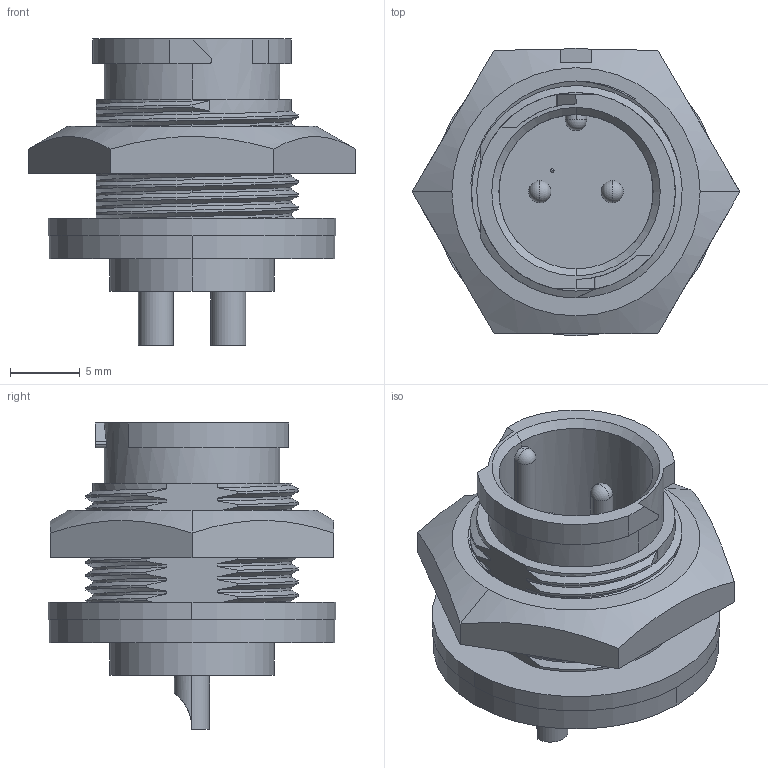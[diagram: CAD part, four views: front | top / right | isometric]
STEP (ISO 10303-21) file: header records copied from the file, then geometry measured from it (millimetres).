
FILE_DESCRIPTION (( 'STEP AP203' ), '1' );
FILE_NAME ('W7382-2PG-P-3ES.STEP', '2021-11-01T15:28:37', ( '' ), ( '' ), 'SwSTEP 2.0', 'SolidWorks 2020', '' );
FILE_SCHEMA (( 'CONFIG_CONTROL_DESIGN' ));
Length unit declared in the file: millimetre
Products named in the file (1): W7382-2PG-P-3ES
Bounding box: 23.46 x 20.62 x 21.92 mm (x, y, z)
Volume: 3000.2 mm3; surface area: 2949.4 mm2
Topology: 2 solids, 2 shells, 146 faces, 396 edges, 259 vertices
Faces by surface type: cylinder 78, plane 36, bspline 22, sphere 6, cone 4
Entity records: 10863 total; most frequent: CARTESIAN_POINT 7561, ORIENTED_EDGE 776, DIRECTION 560, EDGE_CURVE 388, VERTEX_POINT 257, AXIS2_PLACEMENT_3D 204, EDGE_LOOP 159, LINE 152
